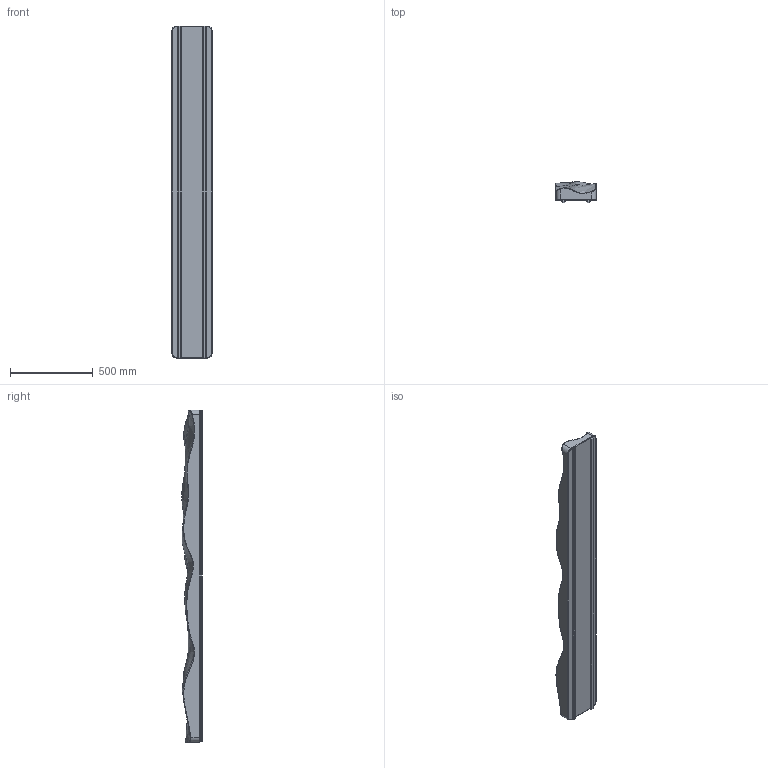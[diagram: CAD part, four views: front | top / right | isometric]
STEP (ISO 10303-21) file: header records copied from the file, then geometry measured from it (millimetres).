
FILE_DESCRIPTION (( 'STEP AP214' ), '1' );
FILE_NAME ('[MODIFIED]calibration_target_v5.4.STEP', '2024-07-25T01:25:18', ( '' ), ( '' ), 'SwSTEP 2.0', 'SolidWorks 2023', '' );
FILE_SCHEMA (( 'AUTOMOTIVE_DESIGN' ));
Length unit declared in the file: millimetre
Products named in the file (1): [MODIFIED]calibration_target_v5.4
Bounding box: 242.76 x 124.03 x 2000 mm (x, y, z)
Volume: 37840863.7 mm3; surface area: 1470803 mm2
Topology: 1 solids, 1 shells, 50 faces, 120 edges, 72 vertices
Faces by surface type: plane 29, bspline 9, cylinder 8, torus 4
Entity records: 7006 total; most frequent: CARTESIAN_POINT 5877, ORIENTED_EDGE 240, DIRECTION 212, EDGE_CURVE 120, LINE 80, VECTOR 80, VERTEX_POINT 72, AXIS2_PLACEMENT_3D 66
